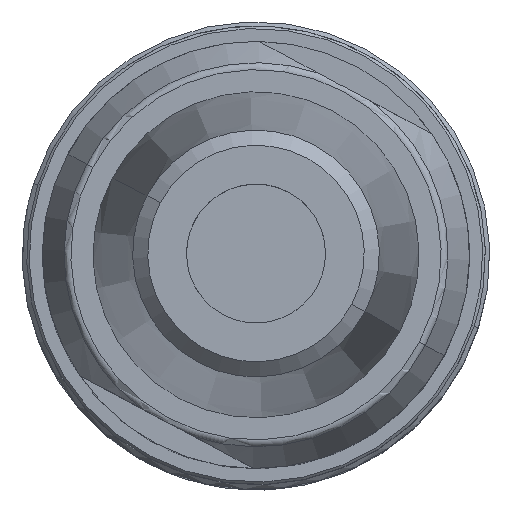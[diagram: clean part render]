
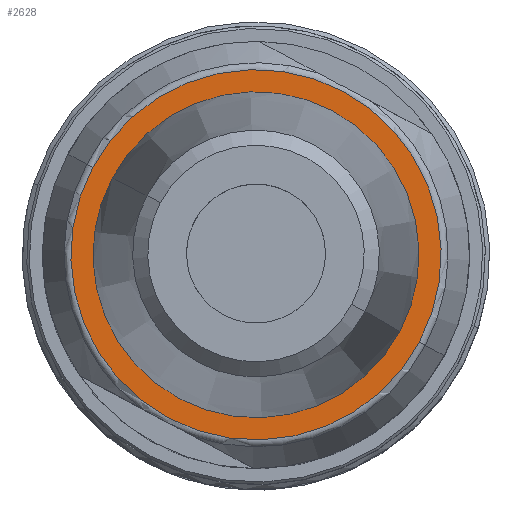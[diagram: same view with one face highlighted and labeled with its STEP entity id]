
A CAD part, top view. The second image highlights one B-rep face of the part: STEP entity #2628.
In plain terms, the highlighted planar face has unit normal (0, 0, 1).
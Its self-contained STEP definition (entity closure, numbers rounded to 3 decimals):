
#2552=AXIS2_PLACEMENT_3D('Circle Axis2P3D',#2550,#2551,$) ;
#2572=AXIS2_PLACEMENT_3D('Circle Axis2P3D',#2570,#2571,$) ;
#2588=AXIS2_PLACEMENT_3D('Plane Axis2P3D',#2585,#2586,#2587) ;
#2596=AXIS2_PLACEMENT_3D('Circle Axis2P3D',#2594,#2595,$) ;
#2605=AXIS2_PLACEMENT_3D('Circle Axis2P3D',#2603,#2604,$) ;
#2612=AXIS2_PLACEMENT_3D('Circle Axis2P3D',#2610,#2611,$) ;
#2619=AXIS2_PLACEMENT_3D('Circle Axis2P3D',#2617,#2618,$) ;
#2540=CARTESIAN_POINT('Vertex',(2.792,12.709,43.5)) ;
#2547=CARTESIAN_POINT('Vertex',(15.708,5.791,43.5)) ;
#2550=CARTESIAN_POINT('Axis2P3D Location',(9.25,9.25,43.5)) ;
#2570=CARTESIAN_POINT('Axis2P3D Location',(9.25,9.25,43.5)) ;
#2585=CARTESIAN_POINT('Axis2P3D Location',(9.25,9.25,43.5)) ;
#2594=CARTESIAN_POINT('Axis2P3D Location',(9.25,9.25,43.5)) ;
#2598=CARTESIAN_POINT('Vertex',(14.945,6.222,43.5)) ;
#2600=CARTESIAN_POINT('Vertex',(11.243,15.385,43.5)) ;
#2603=CARTESIAN_POINT('Axis2P3D Location',(9.25,9.25,43.5)) ;
#2607=CARTESIAN_POINT('Vertex',(7.257,3.115,43.5)) ;
#2610=CARTESIAN_POINT('Axis2P3D Location',(9.25,9.25,43.5)) ;
#2614=CARTESIAN_POINT('Vertex',(3.555,12.278,43.5)) ;
#2617=CARTESIAN_POINT('Axis2P3D Location',(9.25,9.25,43.5)) ;
#2551=DIRECTION('Axis2P3D Direction',(0.,0.,1.)) ;
#2571=DIRECTION('Axis2P3D Direction',(0.,0.,1.)) ;
#2586=DIRECTION('Axis2P3D Direction',(0.,0.,1.)) ;
#2587=DIRECTION('Axis2P3D XDirection',(-0.882,0.472,0.)) ;
#2595=DIRECTION('Axis2P3D Direction',(0.,0.,1.)) ;
#2604=DIRECTION('Axis2P3D Direction',(0.,0.,1.)) ;
#2611=DIRECTION('Axis2P3D Direction',(0.,0.,1.)) ;
#2618=DIRECTION('Axis2P3D Direction',(0.,0.,1.)) ;
#2591=ORIENTED_EDGE('',*,*,#2554,.T.) ;
#2592=ORIENTED_EDGE('',*,*,#2574,.T.) ;
#2623=ORIENTED_EDGE('',*,*,#2602,.F.) ;
#2624=ORIENTED_EDGE('',*,*,#2609,.F.) ;
#2625=ORIENTED_EDGE('',*,*,#2616,.F.) ;
#2626=ORIENTED_EDGE('',*,*,#2621,.F.) ;
#2627=FACE_BOUND('',#2622,.T.) ;
#2628=ADVANCED_FACE('Hauptk\X2\00F6\X0\rper',(#2593,#2627),#2589,.T.) ;
#2553=CIRCLE('generated circle',#2552,7.326) ;
#2573=CIRCLE('generated circle',#2572,7.326) ;
#2597=CIRCLE('generated circle',#2596,6.45) ;
#2606=CIRCLE('generated circle',#2605,6.45) ;
#2613=CIRCLE('generated circle',#2612,6.45) ;
#2620=CIRCLE('generated circle',#2619,6.45) ;
#2554=EDGE_CURVE('',#2541,#2548,#2553,.T.) ;
#2574=EDGE_CURVE('',#2548,#2541,#2573,.T.) ;
#2602=EDGE_CURVE('',#2599,#2601,#2597,.T.) ;
#2609=EDGE_CURVE('',#2608,#2599,#2606,.T.) ;
#2616=EDGE_CURVE('',#2615,#2608,#2613,.T.) ;
#2621=EDGE_CURVE('',#2601,#2615,#2620,.T.) ;
#2590=EDGE_LOOP('',(#2591,#2592)) ;
#2622=EDGE_LOOP('',(#2623,#2624,#2625,#2626)) ;
#2593=FACE_OUTER_BOUND('',#2590,.T.) ;
#2589=PLANE('',#2588) ;
#2541=VERTEX_POINT('',#2540) ;
#2548=VERTEX_POINT('',#2547) ;
#2599=VERTEX_POINT('',#2598) ;
#2601=VERTEX_POINT('',#2600) ;
#2608=VERTEX_POINT('',#2607) ;
#2615=VERTEX_POINT('',#2614) ;
